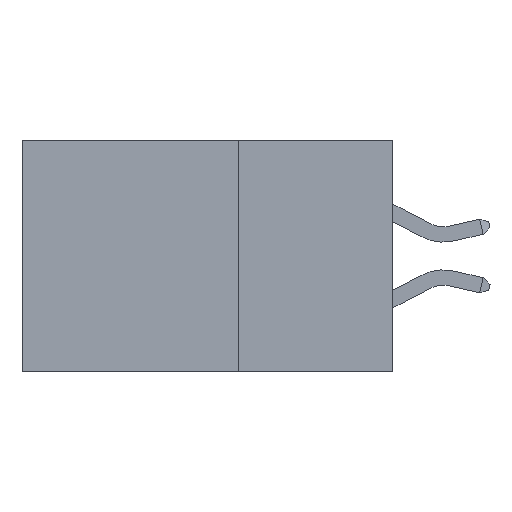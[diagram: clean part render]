
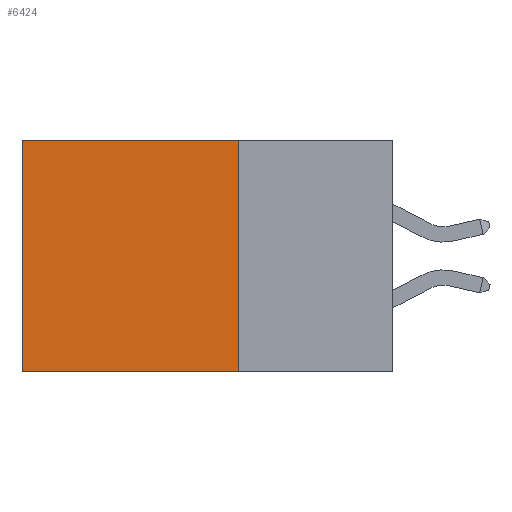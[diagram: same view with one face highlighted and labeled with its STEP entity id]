
A CAD part, left-side view. The second image highlights one B-rep face of the part: STEP entity #6424.
In plain terms, the highlighted planar face has unit normal (-1, 0, 0).
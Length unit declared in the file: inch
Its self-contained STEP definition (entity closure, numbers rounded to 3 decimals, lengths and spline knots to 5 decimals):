
#133 = CARTESIAN_POINT ( 'NONE',  ( 0.2875, 0.6, -0.375 ) ) ;
#1532 = DIRECTION ( 'NONE',  ( 1., 0., 0. ) ) ;
#2682 = EDGE_CURVE ( 'NONE', #19434, #9664, #17382, .T. ) ;
#3400 = FACE_OUTER_BOUND ( 'NONE', #20495, .T. ) ;
#3543 = DIRECTION ( 'NONE',  ( 0., 0., -1. ) ) ;
#3795 = VERTEX_POINT ( 'NONE', #21032 ) ;
#5057 = DIRECTION ( 'NONE',  ( 0., 0., -1. ) ) ;
#6424 = ADVANCED_FACE ( 'NONE', ( #3400 ), #8201, .F. ) ;
#8201 = PLANE ( 'NONE',  #9465 ) ;
#9465 = AXIS2_PLACEMENT_3D ( 'NONE', #15832, #1532, #5057 ) ;
#9664 = VERTEX_POINT ( 'NONE', #16070 ) ;
#9763 = VECTOR ( 'NONE', #21326, 39.37008 ) ;
#10727 = ORIENTED_EDGE ( 'NONE', *, *, #2682, .T. ) ;
#11707 = DIRECTION ( 'NONE',  ( 0., 1., 0. ) ) ;
#12689 = LINE ( 'NONE', #14315, #20015 ) ;
#12933 = EDGE_CURVE ( 'NONE', #9664, #18803, #22777, .T. ) ;
#14072 = VECTOR ( 'NONE', #14611, 39.37008 ) ;
#14315 = CARTESIAN_POINT ( 'NONE',  ( 0.2875, 0.25, -0.375 ) ) ;
#14611 = DIRECTION ( 'NONE',  ( 0., 0., -1. ) ) ;
#15832 = CARTESIAN_POINT ( 'NONE',  ( 0.2875, 0.25, -0.375 ) ) ;
#16070 = CARTESIAN_POINT ( 'NONE',  ( 0.2875, 0.6, 0. ) ) ;
#16108 = EDGE_CURVE ( 'NONE', #3795, #18803, #21482, .T. ) ;
#16418 = VECTOR ( 'NONE', #11707, 39.37008 ) ;
#17382 = LINE ( 'NONE', #19428, #9763 ) ;
#18803 = VERTEX_POINT ( 'NONE', #22238 ) ;
#19125 = CARTESIAN_POINT ( 'NONE',  ( 0.2875, 0.25, 0. ) ) ;
#19248 = EDGE_CURVE ( 'NONE', #19434, #3795, #12689, .T. ) ;
#19428 = CARTESIAN_POINT ( 'NONE',  ( 0.2875, 0.25, 0. ) ) ;
#19434 = VERTEX_POINT ( 'NONE', #19125 ) ;
#20015 = VECTOR ( 'NONE', #3543, 39.37008 ) ;
#20405 = ORIENTED_EDGE ( 'NONE', *, *, #19248, .F. ) ;
#20495 = EDGE_LOOP ( 'NONE', ( #22248, #22091, #20405, #10727 ) ) ;
#21032 = CARTESIAN_POINT ( 'NONE',  ( 0.2875, 0.25, -0.375 ) ) ;
#21326 = DIRECTION ( 'NONE',  ( 0., 1., 0. ) ) ;
#21482 = LINE ( 'NONE', #22342, #16418 ) ;
#22091 = ORIENTED_EDGE ( 'NONE', *, *, #16108, .F. ) ;
#22238 = CARTESIAN_POINT ( 'NONE',  ( 0.2875, 0.6, -0.375 ) ) ;
#22248 = ORIENTED_EDGE ( 'NONE', *, *, #12933, .T. ) ;
#22342 = CARTESIAN_POINT ( 'NONE',  ( 0.2875, 0.25, -0.375 ) ) ;
#22777 = LINE ( 'NONE', #133, #14072 ) ;
